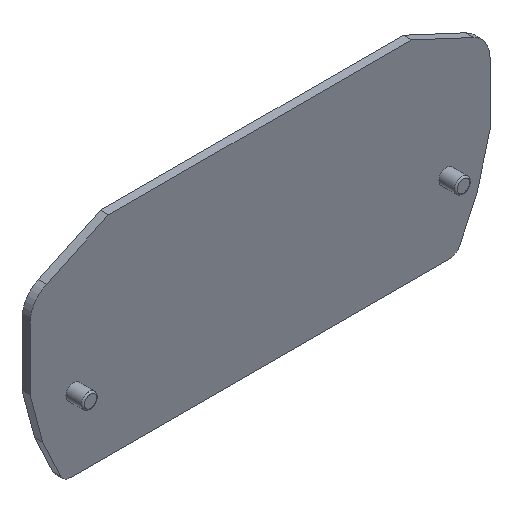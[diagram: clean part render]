
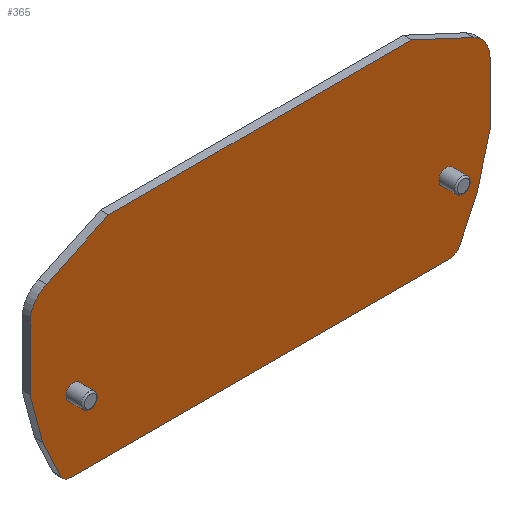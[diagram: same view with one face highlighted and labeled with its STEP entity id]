
A CAD part, isometric view. The second image highlights one B-rep face of the part: STEP entity #365.
In plain terms, the highlighted planar face has unit normal (0, -1, 0).
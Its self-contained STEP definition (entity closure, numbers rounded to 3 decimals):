
#36=CIRCLE('',#401,1.5);
#37=CIRCLE('',#403,1.5);
#38=CIRCLE('',#405,2.);
#39=CIRCLE('',#406,2.);
#40=CIRCLE('',#407,5.5);
#41=CIRCLE('',#408,5.5);
#66=ORIENTED_EDGE('',*,*,#158,.T.);
#67=ORIENTED_EDGE('',*,*,#159,.T.);
#68=ORIENTED_EDGE('',*,*,#160,.F.);
#69=ORIENTED_EDGE('',*,*,#161,.F.);
#70=ORIENTED_EDGE('',*,*,#162,.F.);
#71=ORIENTED_EDGE('',*,*,#163,.T.);
#72=ORIENTED_EDGE('',*,*,#164,.T.);
#73=ORIENTED_EDGE('',*,*,#165,.T.);
#74=ORIENTED_EDGE('',*,*,#166,.F.);
#75=ORIENTED_EDGE('',*,*,#167,.T.);
#76=ORIENTED_EDGE('',*,*,#168,.T.);
#77=ORIENTED_EDGE('',*,*,#169,.T.);
#78=ORIENTED_EDGE('',*,*,#170,.F.);
#79=ORIENTED_EDGE('',*,*,#171,.T.);
#80=ORIENTED_EDGE('',*,*,#156,.T.);
#81=ORIENTED_EDGE('',*,*,#157,.T.);
#156=EDGE_CURVE('',#204,#204,#36,.T.);
#157=EDGE_CURVE('',#205,#205,#37,.T.);
#158=EDGE_CURVE('',#206,#207,#230,.T.);
#159=EDGE_CURVE('',#207,#208,#231,.T.);
#160=EDGE_CURVE('',#209,#208,#38,.T.);
#161=EDGE_CURVE('',#210,#209,#232,.T.);
#162=EDGE_CURVE('',#211,#210,#39,.T.);
#163=EDGE_CURVE('',#211,#212,#233,.T.);
#164=EDGE_CURVE('',#212,#213,#234,.T.);
#165=EDGE_CURVE('',#213,#214,#235,.T.);
#166=EDGE_CURVE('',#215,#214,#40,.T.);
#167=EDGE_CURVE('',#215,#216,#236,.T.);
#168=EDGE_CURVE('',#216,#217,#237,.T.);
#169=EDGE_CURVE('',#217,#218,#238,.T.);
#170=EDGE_CURVE('',#219,#218,#41,.T.);
#171=EDGE_CURVE('',#219,#206,#239,.T.);
#204=VERTEX_POINT('',#705);
#205=VERTEX_POINT('',#708);
#206=VERTEX_POINT('',#711);
#207=VERTEX_POINT('',#712);
#208=VERTEX_POINT('',#714);
#209=VERTEX_POINT('',#716);
#210=VERTEX_POINT('',#718);
#211=VERTEX_POINT('',#720);
#212=VERTEX_POINT('',#722);
#213=VERTEX_POINT('',#724);
#214=VERTEX_POINT('',#726);
#215=VERTEX_POINT('',#728);
#216=VERTEX_POINT('',#730);
#217=VERTEX_POINT('',#732);
#218=VERTEX_POINT('',#734);
#219=VERTEX_POINT('',#736);
#230=LINE('',#710,#264);
#231=LINE('',#713,#265);
#232=LINE('',#717,#266);
#233=LINE('',#721,#267);
#234=LINE('',#723,#268);
#235=LINE('',#725,#269);
#236=LINE('',#729,#270);
#237=LINE('',#731,#271);
#238=LINE('',#733,#272);
#239=LINE('',#737,#273);
#264=VECTOR('',#459,1000.);
#265=VECTOR('',#460,1000.);
#266=VECTOR('',#463,1000.);
#267=VECTOR('',#466,1000.);
#268=VECTOR('',#467,1000.);
#269=VECTOR('',#468,1000.);
#270=VECTOR('',#471,1000.);
#271=VECTOR('',#472,1000.);
#272=VECTOR('',#473,1000.);
#273=VECTOR('',#476,1000.);
#299=EDGE_LOOP('',(#66,#67,#68,#69,#70,#71,#72,#73,#74,#75,#76,#77,#78,
#79));
#300=EDGE_LOOP('',(#80));
#301=EDGE_LOOP('',(#81));
#327=FACE_BOUND('',#299,.T.);
#328=FACE_BOUND('',#300,.T.);
#329=FACE_BOUND('',#301,.T.);
#347=PLANE('',#404);
#365=ADVANCED_FACE('',(#327,#328,#329),#347,.T.);
#401=AXIS2_PLACEMENT_3D('',#704,#451,#452);
#403=AXIS2_PLACEMENT_3D('',#707,#455,#456);
#404=AXIS2_PLACEMENT_3D('',#709,#457,#458);
#405=AXIS2_PLACEMENT_3D('',#715,#461,#462);
#406=AXIS2_PLACEMENT_3D('',#719,#464,#465);
#407=AXIS2_PLACEMENT_3D('',#727,#469,#470);
#408=AXIS2_PLACEMENT_3D('',#735,#474,#475);
#451=DIRECTION('',(0.,1.,0.));
#452=DIRECTION('',(0.,0.,1.));
#455=DIRECTION('',(0.,1.,0.));
#456=DIRECTION('',(0.,0.,1.));
#457=DIRECTION('',(0.,-1.,0.));
#458=DIRECTION('',(0.,0.,-1.));
#459=DIRECTION('',(0.259,0.,-0.966));
#460=DIRECTION('',(0.423,0.,-0.906));
#461=DIRECTION('',(0.,1.,0.));
#462=DIRECTION('',(0.,0.,1.));
#463=DIRECTION('',(-1.,0.,0.));
#464=DIRECTION('',(0.,1.,0.));
#465=DIRECTION('',(0.,0.,1.));
#466=DIRECTION('',(0.423,0.,0.906));
#467=DIRECTION('',(0.259,0.,0.966));
#468=DIRECTION('',(0.,0.,1.));
#469=DIRECTION('',(0.,1.,0.));
#470=DIRECTION('',(0.,0.,1.));
#471=DIRECTION('',(-0.906,0.,0.423));
#472=DIRECTION('',(-1.,0.,0.));
#473=DIRECTION('',(-0.906,0.,-0.423));
#474=DIRECTION('',(0.,1.,0.));
#475=DIRECTION('',(0.,0.,1.));
#476=DIRECTION('',(0.,0.,-1.));
#704=CARTESIAN_POINT('',(-36.5,0.,-5.777));
#705=CARTESIAN_POINT('',(-36.5,0.,-4.277));
#707=CARTESIAN_POINT('',(36.5,0.,-5.777));
#708=CARTESIAN_POINT('',(36.5,0.,-4.277));
#709=CARTESIAN_POINT('',(28.544,0.,15.75));
#710=CARTESIAN_POINT('',(-45.,0.,-2.123));
#711=CARTESIAN_POINT('',(-45.,0.,-2.123));
#712=CARTESIAN_POINT('',(-42.528,0.,-11.348));
#713=CARTESIAN_POINT('',(-42.528,0.,-11.348));
#714=CARTESIAN_POINT('',(-39.009,0.,-18.895));
#715=CARTESIAN_POINT('',(-37.196,0.,-18.05));
#716=CARTESIAN_POINT('',(-37.196,0.,-20.05));
#717=CARTESIAN_POINT('',(32.783,0.,-20.05));
#718=CARTESIAN_POINT('',(37.196,0.,-20.05));
#719=CARTESIAN_POINT('',(37.196,0.,-18.05));
#720=CARTESIAN_POINT('',(39.009,0.,-18.895));
#721=CARTESIAN_POINT('',(39.009,0.,-18.895));
#722=CARTESIAN_POINT('',(42.528,0.,-11.348));
#723=CARTESIAN_POINT('',(42.528,0.,-11.348));
#724=CARTESIAN_POINT('',(45.,0.,-2.123));
#725=CARTESIAN_POINT('',(45.,0.,-2.123));
#726=CARTESIAN_POINT('',(45.,0.,10.089));
#727=CARTESIAN_POINT('',(39.5,0.,10.089));
#728=CARTESIAN_POINT('',(41.824,0.,15.074));
#729=CARTESIAN_POINT('',(41.824,0.,15.074));
#730=CARTESIAN_POINT('',(29.652,0.,20.75));
#731=CARTESIAN_POINT('',(29.652,0.,20.75));
#732=CARTESIAN_POINT('',(-29.652,0.,20.75));
#733=CARTESIAN_POINT('',(-29.652,0.,20.75));
#734=CARTESIAN_POINT('',(-41.824,0.,15.074));
#735=CARTESIAN_POINT('',(-39.5,0.,10.089));
#736=CARTESIAN_POINT('',(-45.,0.,10.089));
#737=CARTESIAN_POINT('',(-45.,0.,10.089));
